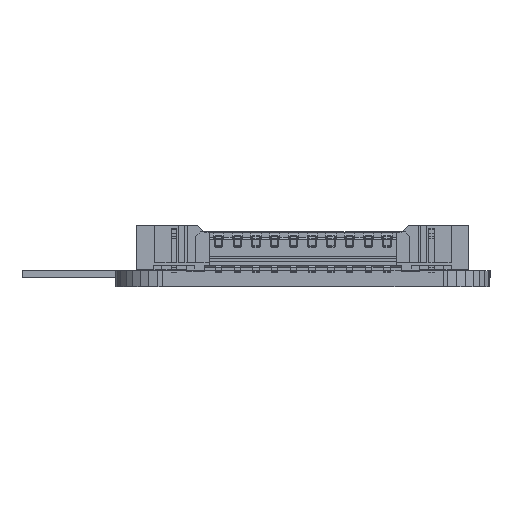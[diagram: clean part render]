
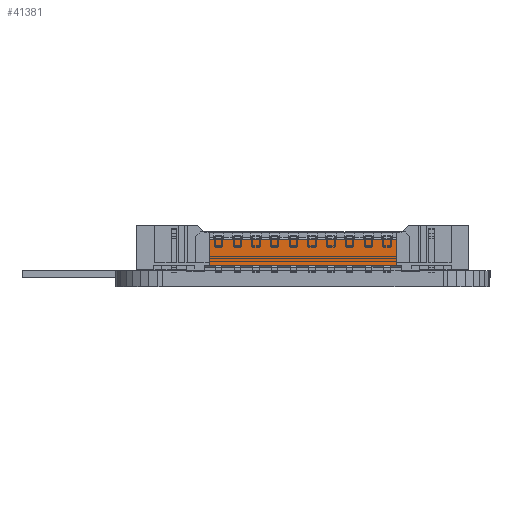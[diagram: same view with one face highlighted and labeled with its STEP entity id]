
A CAD part, left-side view. The second image highlights one B-rep face of the part: STEP entity #41381.
In plain terms, the highlighted face is planar.
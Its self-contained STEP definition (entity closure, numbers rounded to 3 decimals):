
#35113 = VERTEX_POINT('',#35114);
#35114 = CARTESIAN_POINT('',(-2.,1.2,0.13));
#35122 = EDGE_CURVE('',#35123,#35113,#35125,.T.);
#35123 = VERTEX_POINT('',#35124);
#35124 = CARTESIAN_POINT('',(2.,1.2,0.13));
#35125 = LINE('',#35126,#35127);
#35126 = CARTESIAN_POINT('',(2.,1.2,0.13));
#35127 = VECTOR('',#35128,1.);
#35128 = DIRECTION('',(-1.,0.,0.));
#35421 = VERTEX_POINT('',#35422);
#35422 = CARTESIAN_POINT('',(2.,1.2,0.67));
#35428 = EDGE_CURVE('',#35429,#35421,#35431,.T.);
#35429 = VERTEX_POINT('',#35430);
#35430 = CARTESIAN_POINT('',(-2.,1.2,0.67));
#35431 = LINE('',#35432,#35433);
#35432 = CARTESIAN_POINT('',(2.,1.2,0.67));
#35433 = VECTOR('',#35434,1.);
#35434 = DIRECTION('',(1.,0.,0.));
#41381 = ADVANCED_FACE('',(#41382),#41398,.T.);
#41382 = FACE_BOUND('',#41383,.T.);
#41383 = EDGE_LOOP('',(#41384,#41390,#41391,#41397));
#41384 = ORIENTED_EDGE('',*,*,#41385,.T.);
#41385 = EDGE_CURVE('',#35113,#35429,#41386,.T.);
#41386 = LINE('',#41387,#41388);
#41387 = CARTESIAN_POINT('',(-2.,1.2,0.67));
#41388 = VECTOR('',#41389,1.);
#41389 = DIRECTION('',(0.,0.,1.));
#41390 = ORIENTED_EDGE('',*,*,#35428,.T.);
#41391 = ORIENTED_EDGE('',*,*,#41392,.F.);
#41392 = EDGE_CURVE('',#35123,#35421,#41393,.T.);
#41393 = LINE('',#41394,#41395);
#41394 = CARTESIAN_POINT('',(2.,1.2,0.67));
#41395 = VECTOR('',#41396,1.);
#41396 = DIRECTION('',(0.,0.,1.));
#41397 = ORIENTED_EDGE('',*,*,#35122,.T.);
#41398 = PLANE('',#41399);
#41399 = AXIS2_PLACEMENT_3D('',#41400,#41401,#41402);
#41400 = CARTESIAN_POINT('',(2.,1.2,0.67));
#41401 = DIRECTION('',(-0.,1.,0.));
#41402 = DIRECTION('',(1.,0.,0.));
